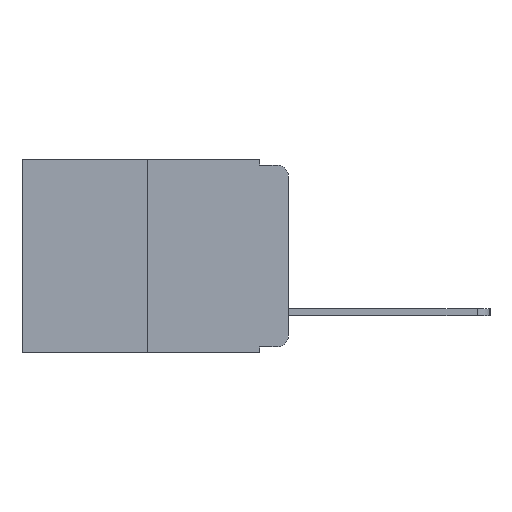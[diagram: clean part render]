
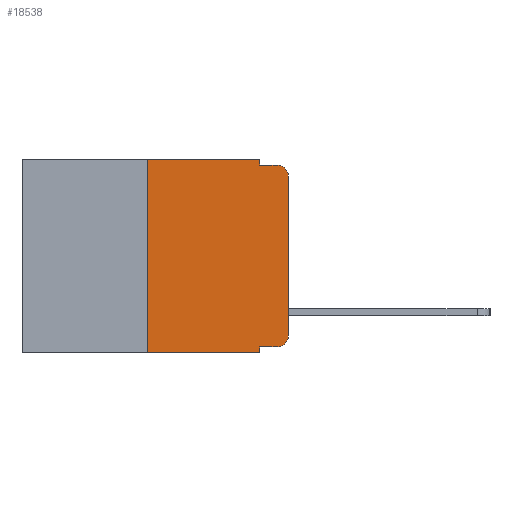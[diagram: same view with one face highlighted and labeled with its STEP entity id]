
A CAD part, left-side view. The second image highlights one B-rep face of the part: STEP entity #18538.
In plain terms, the highlighted planar face has unit normal (-1, 0, 0).
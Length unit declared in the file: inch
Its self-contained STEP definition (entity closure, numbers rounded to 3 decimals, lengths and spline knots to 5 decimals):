
#248 = DIRECTION ( 'NONE',  ( 0., 0., -1. ) ) ;
#447 = VERTEX_POINT ( 'NONE', #24399 ) ;
#613 = CARTESIAN_POINT ( 'NONE',  ( 0., 0.051, -0.343 ) ) ;
#1122 = VERTEX_POINT ( 'NONE', #18574 ) ;
#1264 = VERTEX_POINT ( 'NONE', #13856 ) ;
#1661 = LINE ( 'NONE', #21863, #21211 ) ;
#2154 = VERTEX_POINT ( 'NONE', #18153 ) ;
#2186 = VECTOR ( 'NONE', #22794, 39.37008 ) ;
#2991 = DIRECTION ( 'NONE',  ( 0., 0., -1. ) ) ;
#3314 = CIRCLE ( 'NONE', #4372, 0.02 ) ;
#3731 = ORIENTED_EDGE ( 'NONE', *, *, #11584, .F. ) ;
#4372 = AXIS2_PLACEMENT_3D ( 'NONE', #22886, #11592, #248 ) ;
#4622 = VECTOR ( 'NONE', #17824, 39.37008 ) ;
#5020 = DIRECTION ( 'NONE',  ( 0., 0., 1. ) ) ;
#5501 = CARTESIAN_POINT ( 'NONE',  ( 0., 0.25, -0.343 ) ) ;
#5756 = CARTESIAN_POINT ( 'NONE',  ( 0., 0.25, 0. ) ) ;
#5839 = DIRECTION ( 'NONE',  ( 0., 0., 1. ) ) ;
#6190 = CARTESIAN_POINT ( 'NONE',  ( 0., 0.02, -0.313 ) ) ;
#6534 = EDGE_CURVE ( 'NONE', #20760, #1122, #22096, .T. ) ;
#6746 = AXIS2_PLACEMENT_3D ( 'NONE', #6190, #19460, #8091 ) ;
#6765 = LINE ( 'NONE', #5756, #16262 ) ;
#6980 = ORIENTED_EDGE ( 'NONE', *, *, #15405, .F. ) ;
#7793 = EDGE_CURVE ( 'NONE', #23049, #20760, #19726, .T. ) ;
#7946 = PLANE ( 'NONE',  #8483 ) ;
#8089 = LINE ( 'NONE', #13874, #12519 ) ;
#8091 = DIRECTION ( 'NONE',  ( 0., 0., -1. ) ) ;
#8236 = LINE ( 'NONE', #19014, #17720 ) ;
#8483 = AXIS2_PLACEMENT_3D ( 'NONE', #21194, #9836, #23030 ) ;
#9836 = DIRECTION ( 'NONE',  ( 1., 0., 0. ) ) ;
#9954 = VERTEX_POINT ( 'NONE', #613 ) ;
#10331 = EDGE_CURVE ( 'NONE', #23049, #9954, #20762, .T. ) ;
#11584 = EDGE_CURVE ( 'NONE', #19623, #17623, #6765, .T. ) ;
#11592 = DIRECTION ( 'NONE',  ( -1., 0., 0. ) ) ;
#12519 = VECTOR ( 'NONE', #19644, 39.37008 ) ;
#12588 = ORIENTED_EDGE ( 'NONE', *, *, #16883, .F. ) ;
#12638 = FACE_OUTER_BOUND ( 'NONE', #14615, .T. ) ;
#13204 = CARTESIAN_POINT ( 'NONE',  ( 0., 0.02, -0.333 ) ) ;
#13856 = CARTESIAN_POINT ( 'NONE',  ( 0., 0.02, -0.01 ) ) ;
#13874 = CARTESIAN_POINT ( 'NONE',  ( 0., 0.473, 0. ) ) ;
#13984 = CARTESIAN_POINT ( 'NONE',  ( 0., 0.051, -0.333 ) ) ;
#14378 = ORIENTED_EDGE ( 'NONE', *, *, #10331, .F. ) ;
#14457 = EDGE_CURVE ( 'NONE', #19623, #9954, #8236, .T. ) ;
#14615 = EDGE_LOOP ( 'NONE', ( #20325, #15884, #16478, #6980, #12588, #3731, #23792, #14378, #24354, #20040 ) ) ;
#15405 = EDGE_CURVE ( 'NONE', #2154, #15838, #1661, .T. ) ;
#15735 = VECTOR ( 'NONE', #2991, 39.37008 ) ;
#15838 = VERTEX_POINT ( 'NONE', #21744 ) ;
#15884 = ORIENTED_EDGE ( 'NONE', *, *, #17965, .T. ) ;
#16262 = VECTOR ( 'NONE', #5839, 39.37008 ) ;
#16478 = ORIENTED_EDGE ( 'NONE', *, *, #16709, .F. ) ;
#16709 = EDGE_CURVE ( 'NONE', #15838, #1264, #17304, .T. ) ;
#16883 = EDGE_CURVE ( 'NONE', #17623, #2154, #8089, .T. ) ;
#17304 = LINE ( 'NONE', #19056, #2186 ) ;
#17623 = VERTEX_POINT ( 'NONE', #18025 ) ;
#17720 = VECTOR ( 'NONE', #20908, 39.37008 ) ;
#17801 = VECTOR ( 'NONE', #5020, 39.37008 ) ;
#17824 = DIRECTION ( 'NONE',  ( 0., -1., 0. ) ) ;
#17965 = EDGE_CURVE ( 'NONE', #447, #1264, #3314, .T. ) ;
#18025 = CARTESIAN_POINT ( 'NONE',  ( 0., 0.25, 0. ) ) ;
#18057 = CARTESIAN_POINT ( 'NONE',  ( 0., 0.051, 0. ) ) ;
#18143 = DIRECTION ( 'NONE',  ( 0., 0., -1. ) ) ;
#18153 = CARTESIAN_POINT ( 'NONE',  ( 0., 0.051, 0. ) ) ;
#18403 = LINE ( 'NONE', #23873, #17801 ) ;
#18538 = ADVANCED_FACE ( 'NONE', ( #12638 ), #7946, .F. ) ;
#18574 = CARTESIAN_POINT ( 'NONE',  ( 0., 0., -0.313 ) ) ;
#19014 = CARTESIAN_POINT ( 'NONE',  ( 0., 0.473, -0.343 ) ) ;
#19056 = CARTESIAN_POINT ( 'NONE',  ( 0., 0.051, -0.01 ) ) ;
#19460 = DIRECTION ( 'NONE',  ( -1., 0., 0. ) ) ;
#19623 = VERTEX_POINT ( 'NONE', #5501 ) ;
#19644 = DIRECTION ( 'NONE',  ( 0., -1., 0. ) ) ;
#19726 = LINE ( 'NONE', #13984, #4622 ) ;
#20040 = ORIENTED_EDGE ( 'NONE', *, *, #6534, .T. ) ;
#20325 = ORIENTED_EDGE ( 'NONE', *, *, #21769, .T. ) ;
#20760 = VERTEX_POINT ( 'NONE', #13204 ) ;
#20762 = LINE ( 'NONE', #18057, #15735 ) ;
#20908 = DIRECTION ( 'NONE',  ( 0., -1., 0. ) ) ;
#21194 = CARTESIAN_POINT ( 'NONE',  ( 0., 0.473, 0. ) ) ;
#21211 = VECTOR ( 'NONE', #18143, 39.37008 ) ;
#21744 = CARTESIAN_POINT ( 'NONE',  ( 0., 0.051, -0.01 ) ) ;
#21769 = EDGE_CURVE ( 'NONE', #1122, #447, #18403, .T. ) ;
#21863 = CARTESIAN_POINT ( 'NONE',  ( 0., 0.051, 0. ) ) ;
#22096 = CIRCLE ( 'NONE', #6746, 0.02 ) ;
#22794 = DIRECTION ( 'NONE',  ( 0., -1., 0. ) ) ;
#22886 = CARTESIAN_POINT ( 'NONE',  ( 0., 0.02, -0.03 ) ) ;
#23030 = DIRECTION ( 'NONE',  ( 0., 0., -1. ) ) ;
#23049 = VERTEX_POINT ( 'NONE', #23840 ) ;
#23792 = ORIENTED_EDGE ( 'NONE', *, *, #14457, .T. ) ;
#23840 = CARTESIAN_POINT ( 'NONE',  ( 0., 0.051, -0.333 ) ) ;
#23873 = CARTESIAN_POINT ( 'NONE',  ( 0., 0., 0. ) ) ;
#24354 = ORIENTED_EDGE ( 'NONE', *, *, #7793, .T. ) ;
#24399 = CARTESIAN_POINT ( 'NONE',  ( 0., 0., -0.03 ) ) ;
